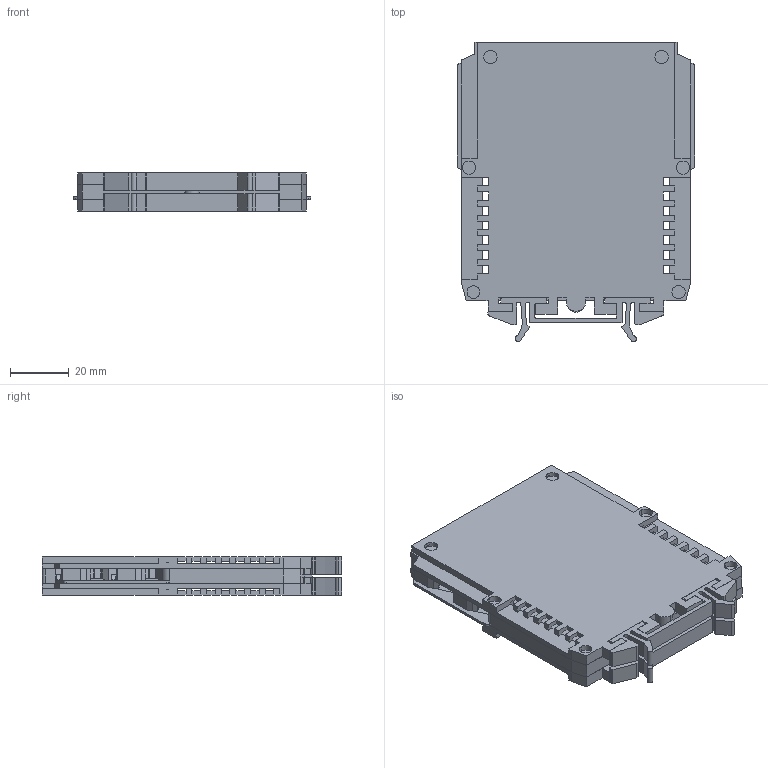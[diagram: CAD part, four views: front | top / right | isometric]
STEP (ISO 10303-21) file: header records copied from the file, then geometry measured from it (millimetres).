
FILE_DESCRIPTION (( 'STEP AP203' ), '1' );
FILE_NAME ('GM.STEP', '2018-08-06T08:31:34', ( '' ), ( '' ), 'SwSTEP 2.0', 'SolidWorks 2013', '' );
FILE_SCHEMA (( 'CONFIG_CONTROL_DESIGN' ));
Length unit declared in the file: millimetre
Products named in the file (5): Hutschienenhalterung; Kammer-GS-GL; Deckel-Boden-GS-GL; Front-GM; GM
Assembly tree (6 placements, depth 2):
  GM
    Kammer-GS-GL
    Deckel-Boden-GS-GL  x2
    Hutschienenhalterung  x2
    Front-GM
Bounding box: 81 x 102.09 x 13 mm (x, y, z)
Volume: 32287.2 mm3; surface area: 45954.9 mm2
Topology: 6 solids, 6 shells, 1164 faces, 3450 edges, 2276 vertices
Faces by surface type: plane 850, cylinder 238, bspline 64, sphere 10, cone 2
Entity records: 33487 total; most frequent: CARTESIAN_POINT 8735, ORIENTED_EDGE 5320, DIRECTION 4636, EDGE_CURVE 2660, LINE 2146, VECTOR 2146, VERTEX_POINT 1752, AXIS2_PLACEMENT_3D 1245
